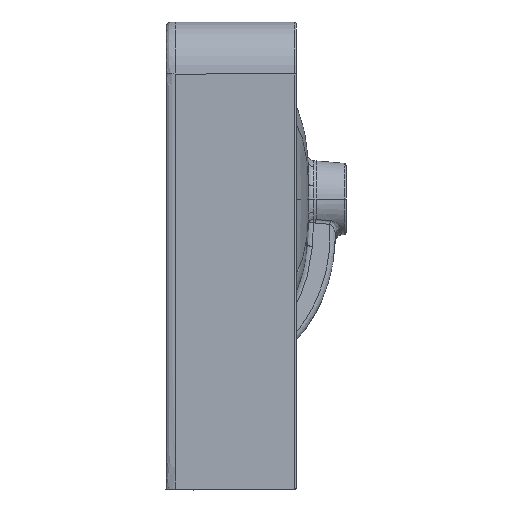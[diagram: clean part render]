
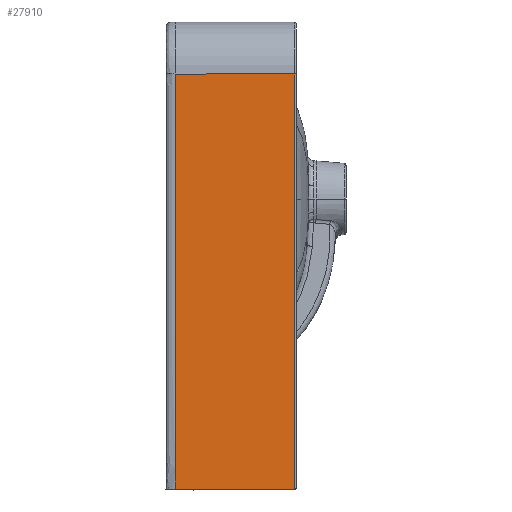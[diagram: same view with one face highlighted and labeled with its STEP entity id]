
A CAD part, left-side view. The second image highlights one B-rep face of the part: STEP entity #27910.
In plain terms, the highlighted planar face has unit normal (-1, 0, 0).
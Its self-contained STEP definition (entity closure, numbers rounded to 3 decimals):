
#6132=DIRECTION('',(0.,-1.,0.));
#6133=VECTOR('',#6132,114.705);
#6134=CARTESIAN_POINT('',(-225.,-8.797,
120.25));
#6135=LINE('',#6134,#6133);
#6145=DIRECTION('',(0.,0.,1.));
#6146=VECTOR('',#6145,399.3);
#6147=CARTESIAN_POINT('',(-225.,-123.501,
-279.05));
#6148=LINE('',#6147,#6146);
#6149=DIRECTION('',(0.,1.,0.));
#6150=VECTOR('',#6149,114.739);
#6151=CARTESIAN_POINT('',(-225.,-123.501,
-279.05));
#6152=LINE('',#6151,#6150);
#6160=CARTESIAN_POINT('',(-225.005,-8.762,
-279.05));
#6219=CARTESIAN_POINT('',(-225.,-8.787,
120.25));
#6220=CARTESIAN_POINT('',(-225.,-8.787,
120.114));
#6221=CARTESIAN_POINT('',(-225.,-8.787,
116.152));
#6222=CARTESIAN_POINT('',(-225.,-8.787,
104.916));
#6223=CARTESIAN_POINT('',(-225.,-8.787,
86.522));
#6224=CARTESIAN_POINT('',(-225.,-8.787,
64.713));
#6225=CARTESIAN_POINT('',(-225.,-8.787,
43.462));
#6226=CARTESIAN_POINT('',(-225.,-8.787,
22.599));
#6227=CARTESIAN_POINT('',(-225.,-8.787,
-5.667));
#6228=CARTESIAN_POINT('',(-225.,-8.787,
-43.103));
#6229=CARTESIAN_POINT('',(-225.,-8.787,
-80.539));
#6230=CARTESIAN_POINT('',(-225.,-8.787,
-108.8));
#6231=CARTESIAN_POINT('',(-225.,-8.787,
-130.758));
#6232=CARTESIAN_POINT('',(-225.,-8.787,
-154.201));
#6233=CARTESIAN_POINT('',(-225.,-8.787,
-179.34));
#6234=CARTESIAN_POINT('',(-225.,-8.787,
-213.837));
#6235=CARTESIAN_POINT('',(-224.999,-8.786,
-239.899));
#6236=CARTESIAN_POINT('',(-225.004,-8.787,
-258.099));
#6238=CARTESIAN_POINT('',(-225.002,-8.781,
-258.099));
#6239=CARTESIAN_POINT('',(-225.002,-8.779,
-260.502));
#6240=CARTESIAN_POINT('',(-225.,-8.775,
-265.257));
#6241=CARTESIAN_POINT('',(-224.998,-8.778,
-272.239));
#6242=CARTESIAN_POINT('',(-225.005,-8.774,
-276.796));
#6243=CARTESIAN_POINT('',(-225.005,-8.762,
-279.05));
#6272=CARTESIAN_POINT('',(-225.,-8.797,
120.25));
#8770=VERTEX_POINT('',#6160);
#8772=VERTEX_POINT('',#6272);
#8774=CARTESIAN_POINT('',(-225.,-123.501,
120.25));
#8775=VERTEX_POINT('',#8774);
#8776=CARTESIAN_POINT('',(-225.,-123.501,
-279.05));
#8777=VERTEX_POINT('',#8776);
#8800=VERTEX_POINT('',#6236);
#27895=CARTESIAN_POINT('',(-225.,-66.901,-54.75));
#27896=DIRECTION('',(1.,0.,0.));
#27897=DIRECTION('',(0.,0.,1.));
#27898=AXIS2_PLACEMENT_3D('',#27895,#27896,#27897);
#27899=PLANE('',#27898);
#27900=ORIENTED_EDGE('',*,*,#27886,.T.);
#27901=ORIENTED_EDGE('',*,*,#27863,.F.);
#27903=ORIENTED_EDGE('',*,*,#27902,.T.);
#27905=ORIENTED_EDGE('',*,*,#27904,.F.);
#27907=ORIENTED_EDGE('',*,*,#27906,.F.);
#27908=EDGE_LOOP('',(#27900,#27901,#27903,#27905,#27907));
#27909=FACE_OUTER_BOUND('',#27908,.F.);
#27910=ADVANCED_FACE('',(#27909),#27899,.F.);
#6237=B_SPLINE_CURVE_WITH_KNOTS('',3,(#6219,#6220,#6221,#6222,#6223,#6224,#6225,
#6226,#6227,#6228,#6229,#6230,#6231,#6232,#6233,#6234,#6235,#6236),
.UNSPECIFIED.,.F.,.F.,(4,1,1,1,1,1,1,1,1,1,1,1,1,1,1,4),(0.,0.001,
0.032,0.091,0.149,0.208,
0.264,0.32,0.431,0.542,
0.598,0.654,0.722,0.789,
0.857,1.),.UNSPECIFIED.);
#6244=B_SPLINE_CURVE_WITH_KNOTS('',3,(#6238,#6239,#6240,#6241,#6242,#6243),
.UNSPECIFIED.,.F.,.F.,(4,1,1,4),(0.,0.333,0.667,1.),
.UNSPECIFIED.);
#27863=EDGE_CURVE('',#8777,#8775,#6148,.T.);
#27886=EDGE_CURVE('',#8772,#8775,#6135,.T.);
#27902=EDGE_CURVE('',#8777,#8770,#6152,.T.);
#27904=EDGE_CURVE('',#8800,#8770,#6244,.T.);
#27906=EDGE_CURVE('',#8772,#8800,#6237,.T.);
